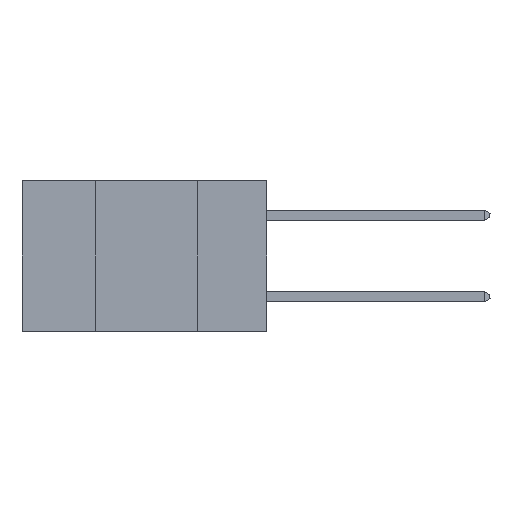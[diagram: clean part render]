
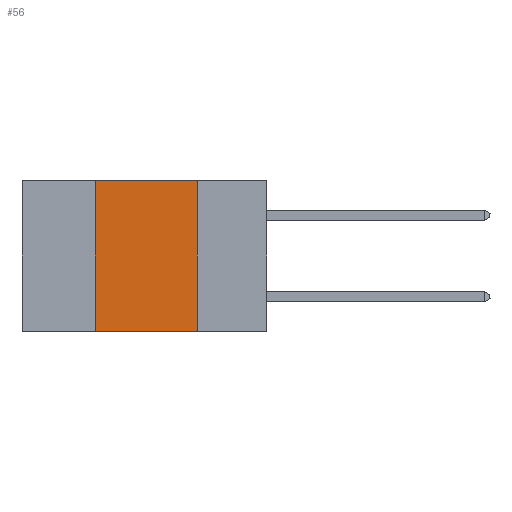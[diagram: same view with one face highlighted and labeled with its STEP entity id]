
A CAD part, left-side view. The second image highlights one B-rep face of the part: STEP entity #56.
In plain terms, the highlighted planar face has unit normal (-1, 0, 0).
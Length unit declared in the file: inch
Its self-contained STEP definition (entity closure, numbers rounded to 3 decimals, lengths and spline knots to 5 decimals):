
#56 = ADVANCED_FACE ( 'NONE', ( #8339 ), #13230, .F. ) ;
#87 = LINE ( 'NONE', #10075, #297 ) ;
#294 = CARTESIAN_POINT ( 'NONE',  ( 0., 0.17, 0. ) ) ;
#297 = VECTOR ( 'NONE', #3102, 39.37008 ) ;
#511 = DIRECTION ( 'NONE',  ( 1., 0., 0. ) ) ;
#1412 = ORIENTED_EDGE ( 'NONE', *, *, #16437, .T. ) ;
#1603 = VECTOR ( 'NONE', #13165, 39.37008 ) ;
#2254 = CARTESIAN_POINT ( 'NONE',  ( 0., 0.42, -0.37 ) ) ;
#3102 = DIRECTION ( 'NONE',  ( 0., -1., 0. ) ) ;
#4193 = CARTESIAN_POINT ( 'NONE',  ( 0., 0.17, -0.37 ) ) ;
#4483 = DIRECTION ( 'NONE',  ( 0., 0., -1. ) ) ;
#5544 = VERTEX_POINT ( 'NONE', #4193 ) ;
#5869 = EDGE_LOOP ( 'NONE', ( #15630, #8617, #16282, #1412 ) ) ;
#6094 = VERTEX_POINT ( 'NONE', #9813 ) ;
#7552 = CARTESIAN_POINT ( 'NONE',  ( 0., 0.6, -0.37 ) ) ;
#7839 = VERTEX_POINT ( 'NONE', #2254 ) ;
#8214 = VECTOR ( 'NONE', #10844, 39.37008 ) ;
#8339 = FACE_OUTER_BOUND ( 'NONE', #5869, .T. ) ;
#8617 = ORIENTED_EDGE ( 'NONE', *, *, #15172, .F. ) ;
#9161 = VECTOR ( 'NONE', #4483, 39.37008 ) ;
#9813 = CARTESIAN_POINT ( 'NONE',  ( 0., 0.42, 0. ) ) ;
#10075 = CARTESIAN_POINT ( 'NONE',  ( 0., 0.6, 0. ) ) ;
#10514 = LINE ( 'NONE', #294, #9161 ) ;
#10844 = DIRECTION ( 'NONE',  ( 0., 0., 1. ) ) ;
#13165 = DIRECTION ( 'NONE',  ( 0., -1., 0. ) ) ;
#13230 = PLANE ( 'NONE',  #13598 ) ;
#13376 = EDGE_CURVE ( 'NONE', #15813, #5544, #10514, .T. ) ;
#13535 = DIRECTION ( 'NONE',  ( 0., 0., -1. ) ) ;
#13598 = AXIS2_PLACEMENT_3D ( 'NONE', #14673, #511, #13535 ) ;
#13669 = CARTESIAN_POINT ( 'NONE',  ( 0., 0.42, 0. ) ) ;
#14267 = CARTESIAN_POINT ( 'NONE',  ( 0., 0.17, 0. ) ) ;
#14327 = EDGE_CURVE ( 'NONE', #7839, #6094, #18154, .T. ) ;
#14673 = CARTESIAN_POINT ( 'NONE',  ( 0., 0.6, 0. ) ) ;
#15155 = LINE ( 'NONE', #7552, #1603 ) ;
#15172 = EDGE_CURVE ( 'NONE', #6094, #15813, #87, .T. ) ;
#15630 = ORIENTED_EDGE ( 'NONE', *, *, #13376, .F. ) ;
#15813 = VERTEX_POINT ( 'NONE', #14267 ) ;
#16282 = ORIENTED_EDGE ( 'NONE', *, *, #14327, .F. ) ;
#16437 = EDGE_CURVE ( 'NONE', #7839, #5544, #15155, .T. ) ;
#18154 = LINE ( 'NONE', #13669, #8214 ) ;
